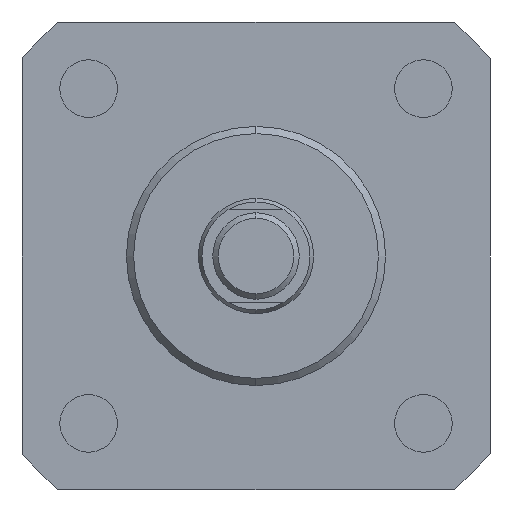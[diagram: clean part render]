
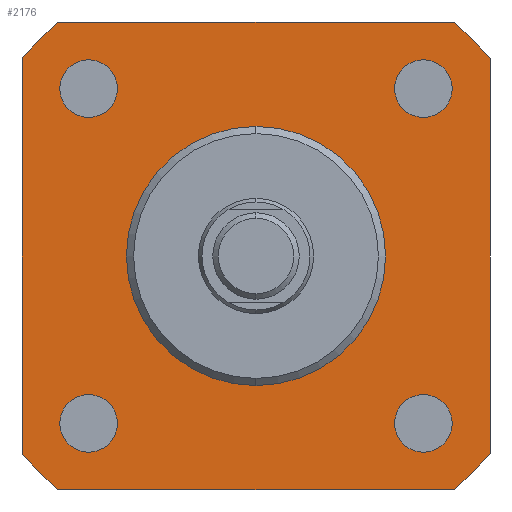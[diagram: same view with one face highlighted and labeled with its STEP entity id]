
A CAD part, front view. The second image highlights one B-rep face of the part: STEP entity #2176.
In plain terms, the highlighted planar face has unit normal (0, -1, 0).
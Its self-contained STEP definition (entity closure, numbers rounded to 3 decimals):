
#744=EDGE_CURVE('',#1357,#1558,#2299,.T.);
#761=VERTEX_POINT('',#2318);
#800=EDGE_CURVE('',#2247,#2065,#2360,.T.);
#904=EDGE_CURVE('',#1535,#1441,#2475,.T.);
#940=VERTEX_POINT('',#2513);
#959=EDGE_CURVE('',#1043,#1016,#2533,.T.);
#967=EDGE_CURVE('',#1389,#1987,#2541,.T.);
#1006=VERTEX_POINT('',#2585);
#1016=VERTEX_POINT('',#2595);
#1028=EDGE_CURVE('',#1108,#1560,#2609,.T.);
#1043=VERTEX_POINT('',#2626);
#1108=VERTEX_POINT('',#2698);
#1142=VERTEX_POINT('',#2737);
#1174=EDGE_CURVE('',#1531,#1006,#2774,.T.);
#1197=EDGE_CURVE('',#1558,#1357,#2799,.T.);
#1312=EDGE_CURVE('',#1006,#1531,#2925,.T.);
#1355=VERTEX_POINT('',#2974);
#1357=VERTEX_POINT('',#2976);
#1389=VERTEX_POINT('',#3011);
#1441=VERTEX_POINT('',#3068);
#1519=EDGE_CURVE('',#1987,#1389,#3159,.T.);
#1531=VERTEX_POINT('',#3173);
#1535=VERTEX_POINT('',#3177);
#1558=VERTEX_POINT('',#3201);
#1560=VERTEX_POINT('',#3203);
#1701=EDGE_CURVE('',#2065,#1108,#3360,.T.);
#1727=EDGE_CURVE('',#1560,#1142,#3386,.T.);
#1830=EDGE_CURVE('',#1441,#1535,#3502,.T.);
#1926=EDGE_CURVE('',#1016,#1043,#3606,.T.);
#1971=EDGE_CURVE('',#1142,#940,#3657,.T.);
#1987=VERTEX_POINT('',#3675);
#2039=EDGE_CURVE('',#1355,#761,#3736,.T.);
#2065=VERTEX_POINT('',#3769);
#2176=ADVANCED_FACE('1[1]',(#3890,#3891,#3892,#3893,#3894,#3895),#3896,.T.);
#2208=EDGE_CURVE('',#761,#2247,#3932,.T.);
#2247=VERTEX_POINT('',#3974);
#2261=EDGE_CURVE('',#940,#1355,#3989,.T.);
#2299=CIRCLE('',#4024,4.0);
#2318=CARTESIAN_POINT('',(60.23,-31.5,54.07));
#2360=LINE('',#4104,#4105);
#2475=CIRCLE('',#4260,4.0);
#2513=CARTESIAN_POINT('',(0.344,-31.5,59.184));
#2533=CIRCLE('',#4340,4.0);
#2541=CIRCLE('',#4352,4.0);
#2585=CARTESIAN_POINT('',(32.844,-31.5,104.57));
#2595=CARTESIAN_POINT('',(5.594,-31.5,63.32));
#2609=LINE('',#4441,#4442);
#2626=CARTESIAN_POINT('',(13.594,-31.5,63.32));
#2698=CARTESIAN_POINT('',(60.23,-31.5,119.07));
#2737=CARTESIAN_POINT('',(0.344,-31.5,113.957));
#2774=CIRCLE('',#4664,18.0);
#2799=CIRCLE('',#4697,4.0);
#2925=CIRCLE('',#4872,18.0);
#2974=CARTESIAN_POINT('',(5.458,-31.5,54.07));
#2976=CARTESIAN_POINT('',(52.094,-31.5,109.82));
#3011=CARTESIAN_POINT('',(13.594,-31.5,109.82));
#3068=CARTESIAN_POINT('',(60.094,-31.5,63.32));
#3159=CIRCLE('',#5185,4.0);
#3173=CARTESIAN_POINT('',(32.844,-31.5,68.57));
#3177=CARTESIAN_POINT('',(52.094,-31.5,63.32));
#3201=CARTESIAN_POINT('',(60.094,-31.5,109.82));
#3203=CARTESIAN_POINT('',(5.458,-31.5,119.07));
#3360=CIRCLE('',#5462,42.5);
#3386=CIRCLE('',#5502,42.5);
#3502=CIRCLE('',#5664,4.0);
#3606=CIRCLE('',#5807,4.0);
#3657=LINE('',#5871,#5872);
#3675=CARTESIAN_POINT('',(5.594,-31.5,109.82));
#3736=LINE('',#5975,#5976);
#3769=CARTESIAN_POINT('',(65.344,-31.5,113.957));
#3890=FACE_BOUND('',#6183,.T.);
#3891=FACE_OUTER_BOUND('',#6184,.T.);
#3892=FACE_BOUND('',#6185,.T.);
#3893=FACE_BOUND('',#6186,.T.);
#3894=FACE_BOUND('',#6187,.T.);
#3895=FACE_BOUND('',#6188,.T.);
#3896=PLANE('',#6189);
#3932=CIRCLE('',#6239,42.5);
#3974=CARTESIAN_POINT('',(65.344,-31.5,59.184));
#3989=CIRCLE('',#6316,42.5);
#4024=AXIS2_PLACEMENT_3D('',#6341,#6342,#6343);
#4104=CARTESIAN_POINT('',(65.344,-31.5,86.57));
#4105=VECTOR('',#6408,1.0);
#4260=AXIS2_PLACEMENT_3D('',#6527,#6528,#6529);
#4340=AXIS2_PLACEMENT_3D('',#6583,#6584,#6585);
#4352=AXIS2_PLACEMENT_3D('',#6590,#6591,#6592);
#4441=CARTESIAN_POINT('',(32.844,-31.5,119.07));
#4442=VECTOR('',#6671,1.0);
#4664=AXIS2_PLACEMENT_3D('',#6861,#6862,#6863);
#4697=AXIS2_PLACEMENT_3D('',#6888,#6889,#6890);
#4872=AXIS2_PLACEMENT_3D('',#7032,#7033,#7034);
#5185=AXIS2_PLACEMENT_3D('',#7317,#7318,#7319);
#5462=AXIS2_PLACEMENT_3D('',#7569,#7570,#7571);
#5502=AXIS2_PLACEMENT_3D('',#7586,#7587,#7588);
#5664=AXIS2_PLACEMENT_3D('',#7722,#7723,#7724);
#5807=AXIS2_PLACEMENT_3D('',#7827,#7828,#7829);
#5871=CARTESIAN_POINT('',(0.344,-31.5,86.57));
#5872=VECTOR('',#7887,1.0);
#5975=CARTESIAN_POINT('',(32.844,-31.5,54.07));
#5976=VECTOR('',#7987,1.0);
#6183=EDGE_LOOP('',(#8164,#8165));
#6184=EDGE_LOOP('',(#8166,#8167,#8168,#8169,#8170,#8171,#8172,#8173));
#6185=EDGE_LOOP('',(#8174,#8175));
#6186=EDGE_LOOP('',(#8176,#8177));
#6187=EDGE_LOOP('',(#8178,#8179));
#6188=EDGE_LOOP('',(#8180,#8181));
#6189=AXIS2_PLACEMENT_3D('',#8182,#8183,#8184);
#6239=AXIS2_PLACEMENT_3D('',#8224,#8225,#8226);
#6316=AXIS2_PLACEMENT_3D('',#8285,#8286,#8287);
#6341=CARTESIAN_POINT('',(56.094,-31.5,109.82));
#6342=DIRECTION('',(0.0,1.0,0.0));
#6343=DIRECTION('',(1.0,0.0,0.0));
#6408=DIRECTION('',(0.0,0.0,1.0));
#6527=CARTESIAN_POINT('',(56.094,-31.5,63.32));
#6528=DIRECTION('',(0.0,1.0,0.0));
#6529=DIRECTION('',(1.0,0.0,0.0));
#6583=CARTESIAN_POINT('',(9.594,-31.5,63.32));
#6584=DIRECTION('',(0.0,1.0,0.0));
#6585=DIRECTION('',(1.0,0.0,0.0));
#6590=CARTESIAN_POINT('',(9.594,-31.5,109.82));
#6591=DIRECTION('',(0.0,1.0,0.0));
#6592=DIRECTION('',(1.0,0.0,0.0));
#6671=DIRECTION('',(-1.0,0.0,0.0));
#6861=CARTESIAN_POINT('',(32.844,-31.5,86.57));
#6862=DIRECTION('',(0.0,1.0,0.0));
#6863=DIRECTION('',(0.0,0.0,1.0));
#6888=CARTESIAN_POINT('',(56.094,-31.5,109.82));
#6889=DIRECTION('',(0.0,1.0,0.0));
#6890=DIRECTION('',(1.0,0.0,0.0));
#7032=CARTESIAN_POINT('',(32.844,-31.5,86.57));
#7033=DIRECTION('',(0.0,1.0,0.0));
#7034=DIRECTION('',(0.0,0.0,1.0));
#7317=CARTESIAN_POINT('',(9.594,-31.5,109.82));
#7318=DIRECTION('',(0.0,1.0,0.0));
#7319=DIRECTION('',(1.0,0.0,0.0));
#7569=CARTESIAN_POINT('',(32.844,-31.5,86.57));
#7570=DIRECTION('',(0.0,-1.0,0.0));
#7571=DIRECTION('',(1.0,0.0,0.0));
#7586=CARTESIAN_POINT('',(32.844,-31.5,86.57));
#7587=DIRECTION('',(0.0,-1.0,0.0));
#7588=DIRECTION('',(1.0,0.0,0.0));
#7722=CARTESIAN_POINT('',(56.094,-31.5,63.32));
#7723=DIRECTION('',(0.0,1.0,0.0));
#7724=DIRECTION('',(1.0,0.0,0.0));
#7827=CARTESIAN_POINT('',(9.594,-31.5,63.32));
#7828=DIRECTION('',(0.0,1.0,0.0));
#7829=DIRECTION('',(1.0,0.0,0.0));
#7887=DIRECTION('',(0.0,0.0,-1.0));
#7987=DIRECTION('',(1.0,0.0,0.0));
#8164=ORIENTED_EDGE('',*,*,#1174,.T.);
#8165=ORIENTED_EDGE('',*,*,#1312,.T.);
#8166=ORIENTED_EDGE('',*,*,#2261,.T.);
#8167=ORIENTED_EDGE('',*,*,#2039,.T.);
#8168=ORIENTED_EDGE('',*,*,#2208,.T.);
#8169=ORIENTED_EDGE('',*,*,#800,.T.);
#8170=ORIENTED_EDGE('',*,*,#1701,.T.);
#8171=ORIENTED_EDGE('',*,*,#1028,.T.);
#8172=ORIENTED_EDGE('',*,*,#1727,.T.);
#8173=ORIENTED_EDGE('',*,*,#1971,.T.);
#8174=ORIENTED_EDGE('',*,*,#744,.T.);
#8175=ORIENTED_EDGE('',*,*,#1197,.T.);
#8176=ORIENTED_EDGE('',*,*,#904,.T.);
#8177=ORIENTED_EDGE('',*,*,#1830,.T.);
#8178=ORIENTED_EDGE('',*,*,#1926,.T.);
#8179=ORIENTED_EDGE('',*,*,#959,.T.);
#8180=ORIENTED_EDGE('',*,*,#1519,.T.);
#8181=ORIENTED_EDGE('',*,*,#967,.T.);
#8182=CARTESIAN_POINT('',(32.844,-31.5,86.57));
#8183=DIRECTION('',(0.0,-1.0,0.0));
#8184=DIRECTION('',(0.0,0.0,-1.0));
#8224=CARTESIAN_POINT('',(32.844,-31.5,86.57));
#8225=DIRECTION('',(0.0,-1.0,0.0));
#8226=DIRECTION('',(1.0,0.0,0.0));
#8285=CARTESIAN_POINT('',(32.844,-31.5,86.57));
#8286=DIRECTION('',(0.0,-1.0,0.0));
#8287=DIRECTION('',(1.0,0.0,0.0));
